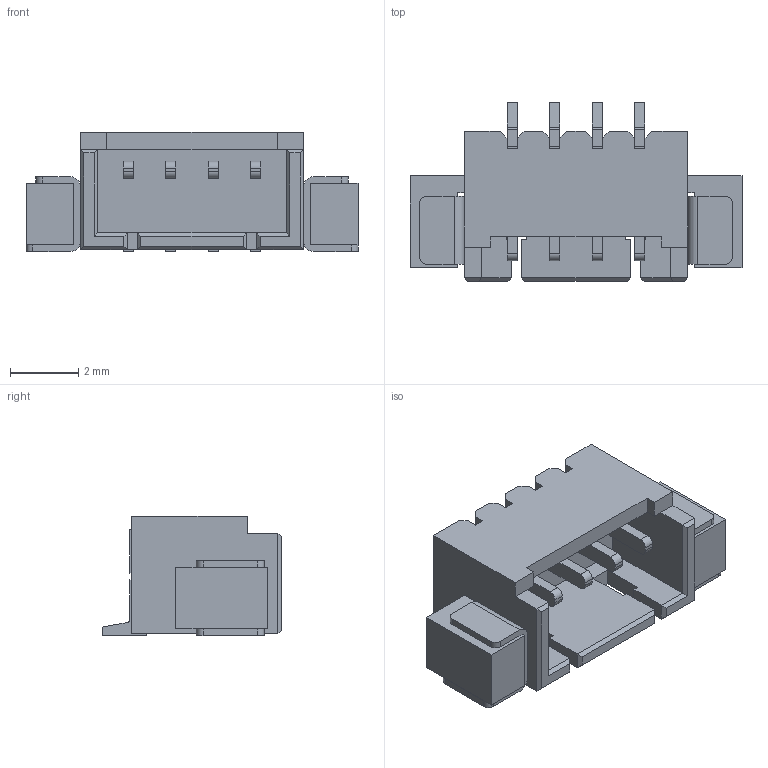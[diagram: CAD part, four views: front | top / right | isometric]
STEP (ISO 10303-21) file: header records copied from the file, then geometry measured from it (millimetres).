
FILE_DESCRIPTION (( 'STEP AP214' ), '1' );
FILE_NAME ('CONN-SMD_1.25-4PWB.step', '2022-07-29T10:55:00', ( '' ), ( '' ), 'SwSTEP 2.0', 'SolidWorks 2020', '' );
FILE_SCHEMA (( 'AUTOMOTIVE_DESIGN' ));
Length unit declared in the file: millimetre
Products named in the file (1): CONN-SMD_1.25-4PWB
Bounding box: 9.75 x 5.25 x 3.5 mm (x, y, z)
Volume: 71.9 mm3; surface area: 310.6 mm2
Topology: 20 solids, 20 shells, 502 faces, 1353 edges, 896 vertices
Faces by surface type: plane 362, bspline 112, cylinder 28
Entity records: 22508 total; most frequent: CARTESIAN_POINT 4856, ORIENTED_EDGE 2706, DIRECTION 1963, EDGE_CURVE 1353, LINE 1069, VECTOR 1069, VERTEX_POINT 896, EDGE_LOOP 527
